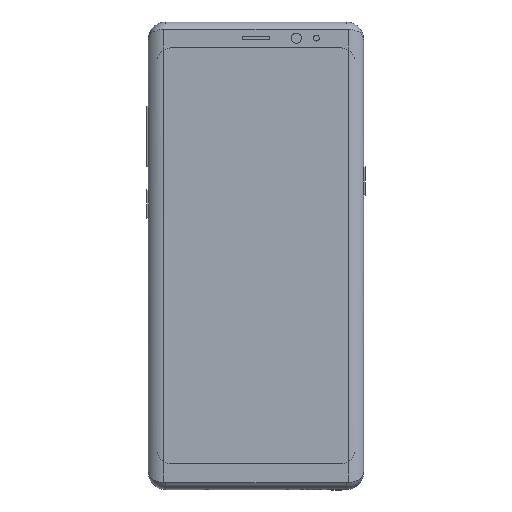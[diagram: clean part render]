
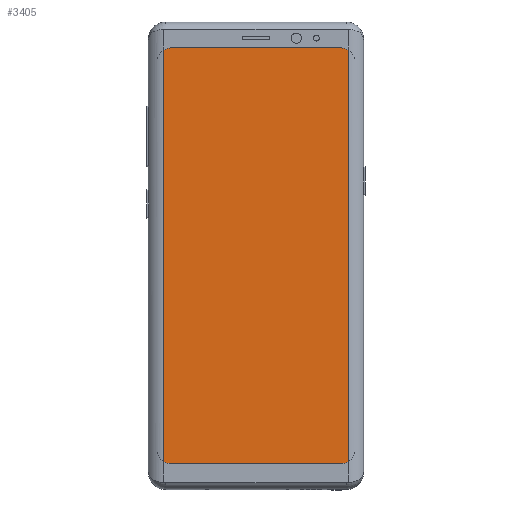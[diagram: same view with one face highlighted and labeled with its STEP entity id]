
A CAD part, top view. The second image highlights one B-rep face of the part: STEP entity #3405.
In plain terms, the highlighted planar face has unit normal (0, 0, 1).
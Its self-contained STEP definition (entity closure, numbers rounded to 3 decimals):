
#32 = VERTEX_POINT ( 'NONE', #1061 ) ;
#58 = EDGE_CURVE ( 'NONE', #1041, #1911, #3030, .T. ) ;
#112 = CIRCLE ( 'NONE', #125, 5. ) ;
#125 = AXIS2_PLACEMENT_3D ( 'NONE', #4726, #2648, #3996 ) ;
#155 = VERTEX_POINT ( 'NONE', #4609 ) ;
#249 = AXIS2_PLACEMENT_3D ( 'NONE', #4933, #2388, #1135 ) ;
#487 = CARTESIAN_POINT ( 'NONE',  ( -32.094, 71.462, 4.3 ) ) ;
#526 = PLANE ( 'NONE',  #4190 ) ;
#544 = DIRECTION ( 'NONE',  ( 0., 0., -1. ) ) ;
#744 = CARTESIAN_POINT ( 'NONE',  ( -31.4, -72.25, 4.3 ) ) ;
#770 = VERTEX_POINT ( 'NONE', #4656 ) ;
#880 = DIRECTION ( 'NONE',  ( -1., 0., 0. ) ) ;
#944 = LINE ( 'NONE', #744, #4221 ) ;
#993 = CARTESIAN_POINT ( 'NONE',  ( -31.4, -75.25, 4.3 ) ) ;
#1005 = VERTEX_POINT ( 'NONE', #2808 ) ;
#1040 = EDGE_CURVE ( 'NONE', #1911, #1336, #4135, .T. ) ;
#1041 = VERTEX_POINT ( 'NONE', #2347 ) ;
#1061 = CARTESIAN_POINT ( 'NONE',  ( 32.094, 71.462, 4.3 ) ) ;
#1074 = ORIENTED_EDGE ( 'NONE', *, *, #2211, .T. ) ;
#1135 = DIRECTION ( 'NONE',  ( -1., 0., 0. ) ) ;
#1228 = VECTOR ( 'NONE', #1854, 1000. ) ;
#1336 = VERTEX_POINT ( 'NONE', #2706 ) ;
#1539 = ORIENTED_EDGE ( 'NONE', *, *, #3537, .T. ) ;
#1601 = CARTESIAN_POINT ( 'NONE',  ( -32.094, -81.25, 4.3 ) ) ;
#1709 = CARTESIAN_POINT ( 'NONE',  ( -29.4, -67.25, 4.3 ) ) ;
#1774 = DIRECTION ( 'NONE',  ( -1., 0., 0. ) ) ;
#1854 = DIRECTION ( 'NONE',  ( 0., -1., 0. ) ) ;
#1891 = VECTOR ( 'NONE', #3251, 1000. ) ;
#1903 = DIRECTION ( 'NONE',  ( 0., 0., 1. ) ) ;
#1911 = VERTEX_POINT ( 'NONE', #487 ) ;
#2107 = CIRCLE ( 'NONE', #4261, 5. ) ;
#2211 = EDGE_CURVE ( 'NONE', #1336, #155, #2260, .T. ) ;
#2260 = CIRCLE ( 'NONE', #3212, 5. ) ;
#2338 = DIRECTION ( 'NONE',  ( -1., 0., 0. ) ) ;
#2347 = CARTESIAN_POINT ( 'NONE',  ( -29.4, 72.25, 4.3 ) ) ;
#2388 = DIRECTION ( 'NONE',  ( 0., 0., 1. ) ) ;
#2648 = DIRECTION ( 'NONE',  ( 0., 0., 1. ) ) ;
#2706 = CARTESIAN_POINT ( 'NONE',  ( -32.094, -71.462, 4.3 ) ) ;
#2808 = CARTESIAN_POINT ( 'NONE',  ( 29.4, 72.25, 4.3 ) ) ;
#3030 = CIRCLE ( 'NONE', #249, 5. ) ;
#3063 = ORIENTED_EDGE ( 'NONE', *, *, #4138, .F. ) ;
#3113 = CARTESIAN_POINT ( 'NONE',  ( 29.4, 67.25, 4.3 ) ) ;
#3134 = DIRECTION ( 'NONE',  ( -1., 0., 0. ) ) ;
#3185 = VECTOR ( 'NONE', #2338, 1000. ) ;
#3187 = ORIENTED_EDGE ( 'NONE', *, *, #1040, .T. ) ;
#3209 = CARTESIAN_POINT ( 'NONE',  ( 29.4, -72.25, 4.3 ) ) ;
#3212 = AXIS2_PLACEMENT_3D ( 'NONE', #1709, #5152, #880 ) ;
#3251 = DIRECTION ( 'NONE',  ( 0., -1., 0. ) ) ;
#3405 = ADVANCED_FACE ( 'NONE', ( #4168 ), #526, .F. ) ;
#3466 = EDGE_CURVE ( 'NONE', #32, #1005, #2107, .T. ) ;
#3537 = EDGE_CURVE ( 'NONE', #155, #5325, #944, .T. ) ;
#3653 = LINE ( 'NONE', #3943, #1228 ) ;
#3707 = ORIENTED_EDGE ( 'NONE', *, *, #3466, .T. ) ;
#3824 = EDGE_LOOP ( 'NONE', ( #3063, #3707, #5428, #4141, #3187, #1074, #1539, #4778 ) ) ;
#3836 = LINE ( 'NONE', #5218, #3185 ) ;
#3943 = CARTESIAN_POINT ( 'NONE',  ( 32.094, -81.25, 4.3 ) ) ;
#3996 = DIRECTION ( 'NONE',  ( -1., 0., 0. ) ) ;
#4026 = DIRECTION ( 'NONE',  ( 1., 0., 0. ) ) ;
#4034 = EDGE_CURVE ( 'NONE', #5325, #770, #112, .T. ) ;
#4135 = LINE ( 'NONE', #1601, #1891 ) ;
#4138 = EDGE_CURVE ( 'NONE', #32, #770, #3653, .T. ) ;
#4141 = ORIENTED_EDGE ( 'NONE', *, *, #58, .T. ) ;
#4168 = FACE_OUTER_BOUND ( 'NONE', #3824, .T. ) ;
#4190 = AXIS2_PLACEMENT_3D ( 'NONE', #993, #544, #1774 ) ;
#4221 = VECTOR ( 'NONE', #4026, 1000. ) ;
#4261 = AXIS2_PLACEMENT_3D ( 'NONE', #3113, #1903, #3134 ) ;
#4609 = CARTESIAN_POINT ( 'NONE',  ( -29.4, -72.25, 4.3 ) ) ;
#4656 = CARTESIAN_POINT ( 'NONE',  ( 32.094, -71.462, 4.3 ) ) ;
#4726 = CARTESIAN_POINT ( 'NONE',  ( 29.4, -67.25, 4.3 ) ) ;
#4778 = ORIENTED_EDGE ( 'NONE', *, *, #4034, .T. ) ;
#4933 = CARTESIAN_POINT ( 'NONE',  ( -29.4, 67.25, 4.3 ) ) ;
#5133 = EDGE_CURVE ( 'NONE', #1005, #1041, #3836, .T. ) ;
#5152 = DIRECTION ( 'NONE',  ( 0., 0., 1. ) ) ;
#5218 = CARTESIAN_POINT ( 'NONE',  ( -31.4, 72.25, 4.3 ) ) ;
#5325 = VERTEX_POINT ( 'NONE', #3209 ) ;
#5428 = ORIENTED_EDGE ( 'NONE', *, *, #5133, .T. ) ;
